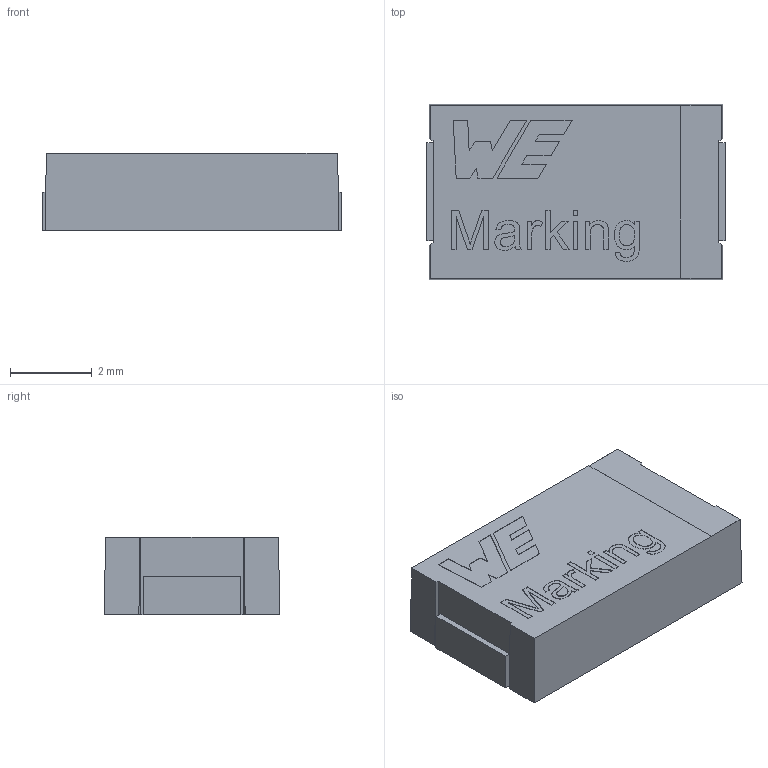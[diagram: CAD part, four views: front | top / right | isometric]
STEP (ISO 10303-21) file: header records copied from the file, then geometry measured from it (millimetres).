
FILE_DESCRIPTION(/* description */ ('Unknown'),/* implementation_level */ '2;1');
FILE_NAME(/* name */ 'WCAP-PHGP_7,3x4,3x1,9',/* time_stamp */ '2018-08-09T14:21:06+02:00',/* author */ ('Unknown'),/* organization */ ('Unknown'),/* preprocessor_version */ 'ST-DEVELOPER v16.7',/* originating_system */ 'DEX',/* authorisation */ $);
FILE_SCHEMA (('AUTOMOTIVE_DESIGN {1 0 10303 214 3 1 1}'));
Length unit declared in the file: millimetre
Products named in the file (3): 7,3x4,3x1,9; Body; Pins
Assembly tree (2 placements, depth 2):
  7,3x4,3x1,9
    Body
    Pins
Bounding box: 7.3 x 4.3 x 1.9 mm (x, y, z)
Volume: 58.2 mm3; surface area: 127.9 mm2
Topology: 3 solids, 3 shells, 143 faces, 371 edges, 246 vertices
Faces by surface type: plane 127, bspline 16
Entity records: 5855 total; most frequent: CARTESIAN_POINT 1680, ORIENTED_EDGE 740, DIRECTION 506, EDGE_CURVE 370, VERTEX_POINT 246, LINE 246, VECTOR 246, EDGE_LOOP 156
